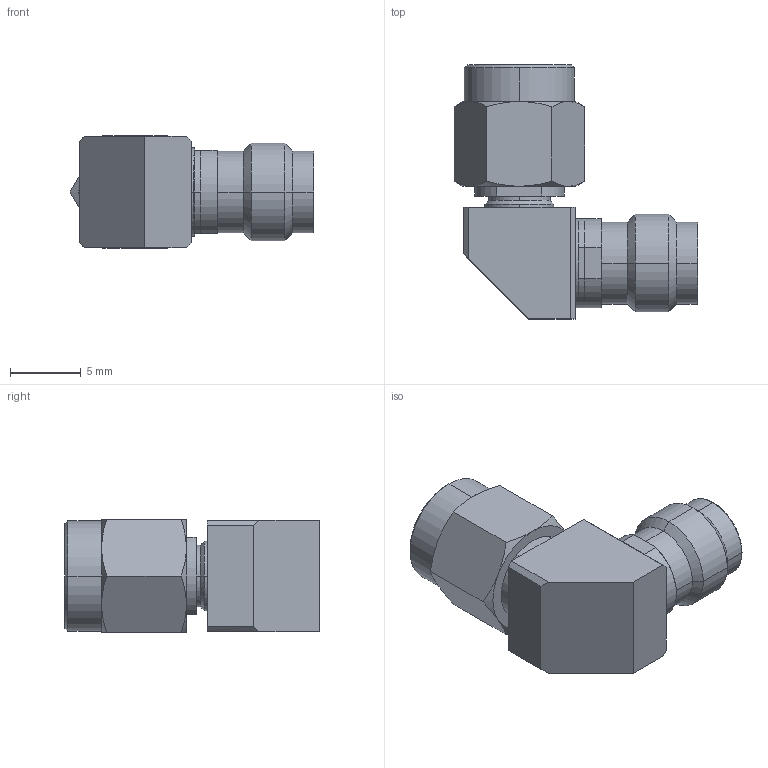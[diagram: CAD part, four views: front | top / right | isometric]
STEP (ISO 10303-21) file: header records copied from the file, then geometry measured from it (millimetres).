
FILE_DESCRIPTION (( 'STEP AP214' ), '1' );
FILE_NAME ('FMAD1559_3D.STEP', '2022-08-04T21:01:21', ( '' ), ( '' ), 'SwSTEP 2.0', 'SolidWorks 2021', '' );
FILE_SCHEMA (( 'AUTOMOTIVE_DESIGN' ));
Length unit declared in the file: millimetre
Products named in the file (4): Copy of ALS-K3K8-3-TOP_1^FMAD1559; Copy of ALS-A3K3-18-2--A3^FMAD1559; FMAD1559_3D; Copy of ALS-K8-248-1_1^FMAD1559
Assembly tree (3 placements, depth 2):
  FMAD1559_3D
    Copy of ALS-K3K8-3-TOP_1^FMAD1559
    Copy of ALS-A3K3-18-2--A3^FMAD1559
    Copy of ALS-K8-248-1_1^FMAD1559
Bounding box: 17.26 x 18 x 8 mm (x, y, z)
Volume: 1058.5 mm3; surface area: 1205.8 mm2
Topology: 3 solids, 3 shells, 147 faces, 331 edges, 201 vertices
Faces by surface type: cylinder 61, cone 46, plane 38, bspline 2
Entity records: 4302 total; most frequent: CARTESIAN_POINT 823, DIRECTION 758, ORIENTED_EDGE 662, EDGE_CURVE 331, AXIS2_PLACEMENT_3D 312, VERTEX_POINT 201, CIRCLE 161, EDGE_LOOP 158
